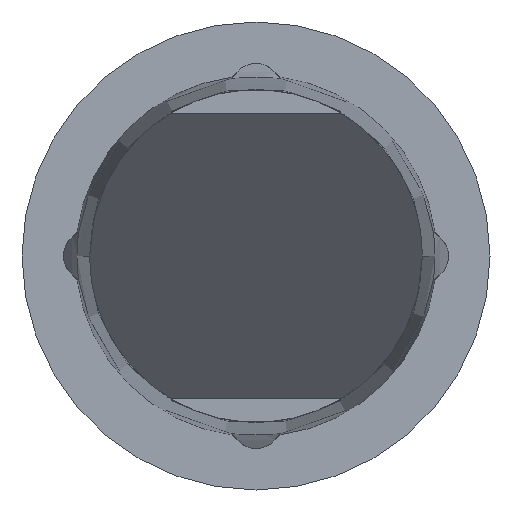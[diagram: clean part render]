
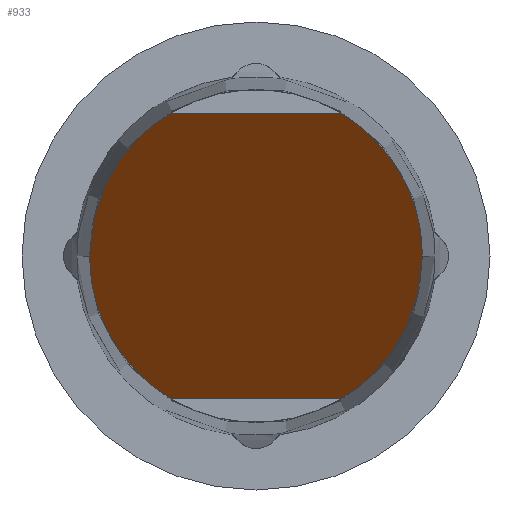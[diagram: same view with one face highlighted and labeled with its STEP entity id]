
A CAD part, front view. The second image highlights one B-rep face of the part: STEP entity #933.
In plain terms, the highlighted planar face has unit normal (0, -0.707, -0.707).
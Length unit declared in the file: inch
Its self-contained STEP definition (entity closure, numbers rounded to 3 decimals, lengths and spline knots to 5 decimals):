
#384=CARTESIAN_POINT('',(0.07,-0.99,0.));
#385=CARTESIAN_POINT('',(0.07,-0.97815,-0.01185));
#386=CARTESIAN_POINT('',(0.06579,-0.96175,
-0.02825));
#387=CARTESIAN_POINT('',(0.05242,-0.94242,
-0.04758));
#388=CARTESIAN_POINT('',(0.04244,-0.93384,
-0.05616));
#389=CARTESIAN_POINT('',(0.03606,-0.93,-0.06));
#391=CARTESIAN_POINT('',(-0.03606,-0.93,-0.06));
#392=CARTESIAN_POINT('',(-0.04244,-0.93384,
-0.05616));
#393=CARTESIAN_POINT('',(-0.05242,-0.94242,
-0.04758));
#394=CARTESIAN_POINT('',(-0.06579,-0.96175,
-0.02825));
#395=CARTESIAN_POINT('',(-0.07,-0.97815,-0.01185));
#396=CARTESIAN_POINT('',(-0.07,-0.99,0.));
#398=DIRECTION('',(1.,0.,0.));
#399=VECTOR('',#398,0.07211);
#400=CARTESIAN_POINT('',(-0.03606,-0.93,-0.06));
#401=LINE('',#400,#399);
#402=DIRECTION('',(1.,0.,0.));
#403=VECTOR('',#402,0.07211);
#404=CARTESIAN_POINT('',(-0.03606,-1.05,0.06));
#405=LINE('',#404,#403);
#406=CARTESIAN_POINT('',(-0.07,-0.99,0.));
#407=CARTESIAN_POINT('',(-0.07,-1.00185,0.01185));
#408=CARTESIAN_POINT('',(-0.06579,-1.01825,
0.02825));
#409=CARTESIAN_POINT('',(-0.05242,-1.03758,
0.04758));
#410=CARTESIAN_POINT('',(-0.04244,-1.04616,
0.05616));
#411=CARTESIAN_POINT('',(-0.03606,-1.05,0.06));
#421=CARTESIAN_POINT('',(0.03606,-1.05,0.06));
#422=CARTESIAN_POINT('',(0.04244,-1.04616,
0.05616));
#423=CARTESIAN_POINT('',(0.05242,-1.03758,
0.04758));
#424=CARTESIAN_POINT('',(0.06579,-1.01825,
0.02825));
#425=CARTESIAN_POINT('',(0.07,-1.00185,0.01185));
#426=CARTESIAN_POINT('',(0.07,-0.99,0.));
#497=CARTESIAN_POINT('',(-0.03606,-1.05,0.06));
#498=CARTESIAN_POINT('',(0.03606,-1.05,0.06));
#499=VERTEX_POINT('',#497);
#500=VERTEX_POINT('',#498);
#501=CARTESIAN_POINT('',(0.03606,-0.93,-0.06));
#502=CARTESIAN_POINT('',(-0.03606,-0.93,-0.06));
#503=VERTEX_POINT('',#501);
#504=VERTEX_POINT('',#502);
#505=VERTEX_POINT('',#384);
#506=VERTEX_POINT('',#396);
#917=CARTESIAN_POINT('',(-0.1,-0.93,-0.06));
#918=DIRECTION('',(0.,0.707,0.707));
#919=DIRECTION('',(0.,-0.707,0.707));
#920=AXIS2_PLACEMENT_3D('',#917,#918,#919);
#921=PLANE('',#920);
#923=ORIENTED_EDGE('',*,*,#922,.T.);
#925=ORIENTED_EDGE('',*,*,#924,.T.);
#926=ORIENTED_EDGE('',*,*,#894,.T.);
#927=ORIENTED_EDGE('',*,*,#912,.F.);
#928=ORIENTED_EDGE('',*,*,#901,.T.);
#930=ORIENTED_EDGE('',*,*,#929,.T.);
#931=EDGE_LOOP('',(#923,#925,#926,#927,#928,#930));
#932=FACE_OUTER_BOUND('',#931,.F.);
#933=ADVANCED_FACE('',(#932),#921,.F.);
#390=B_SPLINE_CURVE_WITH_KNOTS('',3,(#384,#385,#386,#387,#388,#389),
.UNSPECIFIED.,.F.,.F.,(4,1,1,4),(0.,0.5,0.75,1.),.UNSPECIFIED.);
#397=B_SPLINE_CURVE_WITH_KNOTS('',3,(#391,#392,#393,#394,#395,#396),
.UNSPECIFIED.,.F.,.F.,(4,1,1,4),(0.,0.25,0.5,1.),.UNSPECIFIED.);
#412=B_SPLINE_CURVE_WITH_KNOTS('',3,(#406,#407,#408,#409,#410,#411),
.UNSPECIFIED.,.F.,.F.,(4,1,1,4),(0.,0.5,0.75,1.),.UNSPECIFIED.);
#427=B_SPLINE_CURVE_WITH_KNOTS('',3,(#421,#422,#423,#424,#425,#426),
.UNSPECIFIED.,.F.,.F.,(4,1,1,4),(0.,0.25,0.5,1.),.UNSPECIFIED.);
#894=EDGE_CURVE('',#505,#503,#390,.T.);
#901=EDGE_CURVE('',#504,#506,#397,.T.);
#912=EDGE_CURVE('',#504,#503,#401,.T.);
#922=EDGE_CURVE('',#499,#500,#405,.T.);
#924=EDGE_CURVE('',#500,#505,#427,.T.);
#929=EDGE_CURVE('',#506,#499,#412,.T.);
